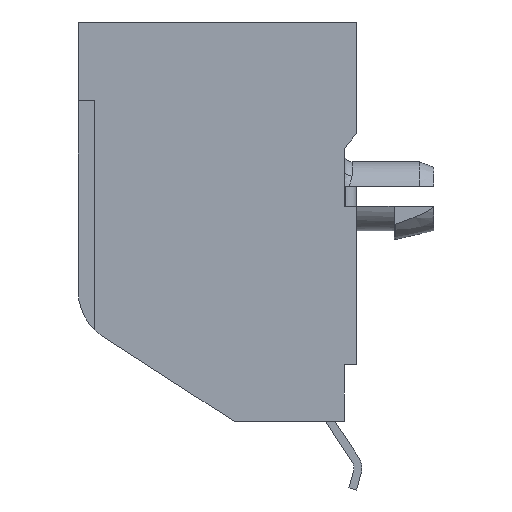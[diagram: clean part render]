
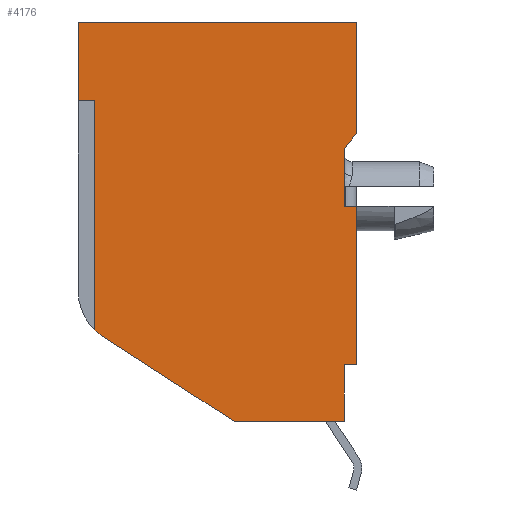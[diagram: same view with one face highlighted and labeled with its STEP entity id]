
A CAD part, left-side view. The second image highlights one B-rep face of the part: STEP entity #4176.
In plain terms, the highlighted planar face has unit normal (-1, 0, 0).
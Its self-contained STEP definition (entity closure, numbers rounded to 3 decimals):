
#55 = EDGE_CURVE ( 'NONE', #6454, #6204, #303, .T. ) ;
#75 = AXIS2_PLACEMENT_3D ( 'NONE', #1813, #4413, #1281 ) ;
#103 = VERTEX_POINT ( 'NONE', #1497 ) ;
#262 = EDGE_CURVE ( 'NONE', #644, #6556, #4565, .T. ) ;
#303 = LINE ( 'NONE', #4025, #622 ) ;
#318 = ORIENTED_EDGE ( 'NONE', *, *, #509, .F. ) ;
#360 = VERTEX_POINT ( 'NONE', #5289 ) ;
#509 = EDGE_CURVE ( 'NONE', #842, #5994, #6490, .T. ) ;
#545 = DIRECTION ( 'NONE',  ( 0., 0.84, 0.542 ) ) ;
#576 = VECTOR ( 'NONE', #4373, 1000. ) ;
#600 = LINE ( 'NONE', #1613, #6400 ) ;
#622 = VECTOR ( 'NONE', #5082, 1000. ) ;
#644 = VERTEX_POINT ( 'NONE', #910 ) ;
#647 = CARTESIAN_POINT ( 'NONE',  ( 0., 0.55, -15.47 ) ) ;
#726 = EDGE_CURVE ( 'NONE', #3635, #103, #5200, .T. ) ;
#734 = PLANE ( 'NONE',  #75 ) ;
#783 = VECTOR ( 'NONE', #6619, 1000. ) ;
#794 = CARTESIAN_POINT ( 'NONE',  ( 0., 12.57, -3.56 ) ) ;
#822 = LINE ( 'NONE', #5299, #1983 ) ;
#842 = VERTEX_POINT ( 'NONE', #3826 ) ;
#910 = CARTESIAN_POINT ( 'NONE',  ( 0., 11.82, -3.56 ) ) ;
#911 = EDGE_CURVE ( 'NONE', #6556, #3001, #6306, .T. ) ;
#941 = CARTESIAN_POINT ( 'NONE',  ( 0., 0., -8.32 ) ) ;
#1132 = EDGE_LOOP ( 'NONE', ( #1488, #4258, #4006, #1152, #2892, #3744, #6120, #2707, #2400, #5028, #3725, #5610, #2898, #318, #5968, #5788 ) ) ;
#1152 = ORIENTED_EDGE ( 'NONE', *, *, #726, .F. ) ;
#1171 = CARTESIAN_POINT ( 'NONE',  ( 0., 11.82, -3.56 ) ) ;
#1266 = VECTOR ( 'NONE', #3768, 1000. ) ;
#1281 = DIRECTION ( 'NONE',  ( 0., 0., 1. ) ) ;
#1473 = EDGE_CURVE ( 'NONE', #6204, #4799, #5947, .T. ) ;
#1488 = ORIENTED_EDGE ( 'NONE', *, *, #262, .F. ) ;
#1497 = CARTESIAN_POINT ( 'NONE',  ( 0., 11.426, -14.219 ) ) ;
#1546 = DIRECTION ( 'NONE',  ( 0., 1., 0. ) ) ;
#1580 = CARTESIAN_POINT ( 'NONE',  ( 0., 0.55, -5.7 ) ) ;
#1613 = CARTESIAN_POINT ( 'NONE',  ( 0., 0.55, -18.03 ) ) ;
#1777 = EDGE_CURVE ( 'NONE', #3001, #842, #822, .T. ) ;
#1813 = CARTESIAN_POINT ( 'NONE',  ( 0., 10.07, -12.118 ) ) ;
#1862 = DIRECTION ( 'NONE',  ( 0., 0., 1. ) ) ;
#1983 = VECTOR ( 'NONE', #6308, 1000. ) ;
#2031 = LINE ( 'NONE', #5193, #4650 ) ;
#2042 = LINE ( 'NONE', #6053, #6504 ) ;
#2069 = CIRCLE ( 'NONE', #6630, 2.5 ) ;
#2080 = LINE ( 'NONE', #1580, #4010 ) ;
#2149 = DIRECTION ( 'NONE',  ( 0., 1., 0. ) ) ;
#2266 = VECTOR ( 'NONE', #3400, 1000. ) ;
#2400 = ORIENTED_EDGE ( 'NONE', *, *, #6164, .T. ) ;
#2465 = VECTOR ( 'NONE', #2149, 1000. ) ;
#2500 = VERTEX_POINT ( 'NONE', #4824 ) ;
#2550 = DIRECTION ( 'NONE',  ( 0., 0., -1. ) ) ;
#2707 = ORIENTED_EDGE ( 'NONE', *, *, #6858, .T. ) ;
#2712 = LINE ( 'NONE', #5431, #2465 ) ;
#2751 = CARTESIAN_POINT ( 'NONE',  ( 0., 0., -5.05 ) ) ;
#2892 = ORIENTED_EDGE ( 'NONE', *, *, #4570, .F. ) ;
#2895 = EDGE_CURVE ( 'NONE', #360, #4785, #2031, .T. ) ;
#2898 = ORIENTED_EDGE ( 'NONE', *, *, #6848, .F. ) ;
#3001 = VERTEX_POINT ( 'NONE', #6544 ) ;
#3197 = DIRECTION ( 'NONE',  ( 1., 0., 0. ) ) ;
#3373 = CARTESIAN_POINT ( 'NONE',  ( 0., 0.55, -5.7 ) ) ;
#3400 = DIRECTION ( 'NONE',  ( 0., 0., 1. ) ) ;
#3410 = LINE ( 'NONE', #5829, #576 ) ;
#3532 = CARTESIAN_POINT ( 'NONE',  ( 0., 0.55, -7.42 ) ) ;
#3635 = VERTEX_POINT ( 'NONE', #6160 ) ;
#3725 = ORIENTED_EDGE ( 'NONE', *, *, #55, .F. ) ;
#3744 = ORIENTED_EDGE ( 'NONE', *, *, #5208, .F. ) ;
#3768 = DIRECTION ( 'NONE',  ( 0., 0., 1. ) ) ;
#3797 = EDGE_CURVE ( 'NONE', #6735, #6454, #2080, .T. ) ;
#3826 = CARTESIAN_POINT ( 'NONE',  ( 0., 0., 0. ) ) ;
#3943 = CARTESIAN_POINT ( 'NONE',  ( 0., 0., -5.05 ) ) ;
#4006 = ORIENTED_EDGE ( 'NONE', *, *, #5943, .F. ) ;
#4010 = VECTOR ( 'NONE', #2550, 1000. ) ;
#4025 = CARTESIAN_POINT ( 'NONE',  ( 0., 0.55, -5.7 ) ) ;
#4176 = ADVANCED_FACE ( 'NONE', ( #6144 ), #734, .T. ) ;
#4258 = ORIENTED_EDGE ( 'NONE', *, *, #4823, .F. ) ;
#4298 = CARTESIAN_POINT ( 'NONE',  ( 0., 10.07, -12.118 ) ) ;
#4314 = VECTOR ( 'NONE', #545, 1000. ) ;
#4324 = DIRECTION ( 'NONE',  ( 0., 1., 0. ) ) ;
#4329 = CARTESIAN_POINT ( 'NONE',  ( 0., 11.82, -12.118 ) ) ;
#4373 = DIRECTION ( 'NONE',  ( 0., 0., -1. ) ) ;
#4405 = DIRECTION ( 'NONE',  ( 0., 0., -1. ) ) ;
#4413 = DIRECTION ( 'NONE',  ( -1., 0., 0. ) ) ;
#4565 = LINE ( 'NONE', #1171, #5809 ) ;
#4570 = EDGE_CURVE ( 'NONE', #4708, #3635, #600, .T. ) ;
#4650 = VECTOR ( 'NONE', #1546, 1000. ) ;
#4708 = VERTEX_POINT ( 'NONE', #5802 ) ;
#4785 = VERTEX_POINT ( 'NONE', #647 ) ;
#4799 = VERTEX_POINT ( 'NONE', #6392 ) ;
#4823 = EDGE_CURVE ( 'NONE', #2500, #644, #5274, .T. ) ;
#4824 = CARTESIAN_POINT ( 'NONE',  ( 0., 11.82, -13.903 ) ) ;
#4829 = VECTOR ( 'NONE', #6026, 1000. ) ;
#4875 = VECTOR ( 'NONE', #4405, 1000. ) ;
#4952 = VERTEX_POINT ( 'NONE', #941 ) ;
#5028 = ORIENTED_EDGE ( 'NONE', *, *, #1473, .F. ) ;
#5082 = DIRECTION ( 'NONE',  ( 0., 0., -1. ) ) ;
#5193 = CARTESIAN_POINT ( 'NONE',  ( 0., -7.196, -15.47 ) ) ;
#5200 = LINE ( 'NONE', #5251, #4314 ) ;
#5208 = EDGE_CURVE ( 'NONE', #4785, #4708, #3410, .T. ) ;
#5251 = CARTESIAN_POINT ( 'NONE',  ( 0., 5.52, -18.03 ) ) ;
#5274 = LINE ( 'NONE', #4329, #1266 ) ;
#5289 = CARTESIAN_POINT ( 'NONE',  ( 0., 0., -15.47 ) ) ;
#5299 = CARTESIAN_POINT ( 'NONE',  ( 0., 12.57, 0. ) ) ;
#5339 = CARTESIAN_POINT ( 'NONE',  ( 0., 0., 0. ) ) ;
#5431 = CARTESIAN_POINT ( 'NONE',  ( 0., -7.196, -8.32 ) ) ;
#5610 = ORIENTED_EDGE ( 'NONE', *, *, #3797, .F. ) ;
#5731 = LINE ( 'NONE', #3943, #4829 ) ;
#5788 = ORIENTED_EDGE ( 'NONE', *, *, #911, .F. ) ;
#5793 = DIRECTION ( 'NONE',  ( 0., 0., 1. ) ) ;
#5802 = CARTESIAN_POINT ( 'NONE',  ( 0., 0.55, -18.03 ) ) ;
#5809 = VECTOR ( 'NONE', #4324, 1000. ) ;
#5829 = CARTESIAN_POINT ( 'NONE',  ( 0., 0.55, -5.7 ) ) ;
#5865 = DIRECTION ( 'NONE',  ( 0., 1., 0. ) ) ;
#5943 = EDGE_CURVE ( 'NONE', #103, #2500, #2069, .T. ) ;
#5947 = LINE ( 'NONE', #3373, #4875 ) ;
#5968 = ORIENTED_EDGE ( 'NONE', *, *, #1777, .F. ) ;
#5994 = VERTEX_POINT ( 'NONE', #2751 ) ;
#6026 = DIRECTION ( 'NONE',  ( 0., 0.646, -0.763 ) ) ;
#6053 = CARTESIAN_POINT ( 'NONE',  ( 0., 0., -8.32 ) ) ;
#6120 = ORIENTED_EDGE ( 'NONE', *, *, #2895, .F. ) ;
#6144 = FACE_OUTER_BOUND ( 'NONE', #1132, .T. ) ;
#6160 = CARTESIAN_POINT ( 'NONE',  ( 0., 5.52, -18.03 ) ) ;
#6164 = EDGE_CURVE ( 'NONE', #4952, #4799, #2712, .T. ) ;
#6204 = VERTEX_POINT ( 'NONE', #3532 ) ;
#6306 = LINE ( 'NONE', #6513, #2266 ) ;
#6308 = DIRECTION ( 'NONE',  ( 0., -1., 0. ) ) ;
#6392 = CARTESIAN_POINT ( 'NONE',  ( 0., 0.55, -8.32 ) ) ;
#6400 = VECTOR ( 'NONE', #5865, 1000. ) ;
#6435 = CARTESIAN_POINT ( 'NONE',  ( 0., 0.55, -6.737 ) ) ;
#6454 = VERTEX_POINT ( 'NONE', #6435 ) ;
#6490 = LINE ( 'NONE', #5339, #783 ) ;
#6504 = VECTOR ( 'NONE', #1862, 1000. ) ;
#6513 = CARTESIAN_POINT ( 'NONE',  ( 0., 12.57, -12.118 ) ) ;
#6544 = CARTESIAN_POINT ( 'NONE',  ( 0., 12.57, 0. ) ) ;
#6556 = VERTEX_POINT ( 'NONE', #794 ) ;
#6619 = DIRECTION ( 'NONE',  ( 0., 0., -1. ) ) ;
#6630 = AXIS2_PLACEMENT_3D ( 'NONE', #4298, #3197, #5793 ) ;
#6714 = CARTESIAN_POINT ( 'NONE',  ( 0., 0.55, -5.7 ) ) ;
#6735 = VERTEX_POINT ( 'NONE', #6714 ) ;
#6848 = EDGE_CURVE ( 'NONE', #5994, #6735, #5731, .T. ) ;
#6858 = EDGE_CURVE ( 'NONE', #360, #4952, #2042, .T. ) ;
